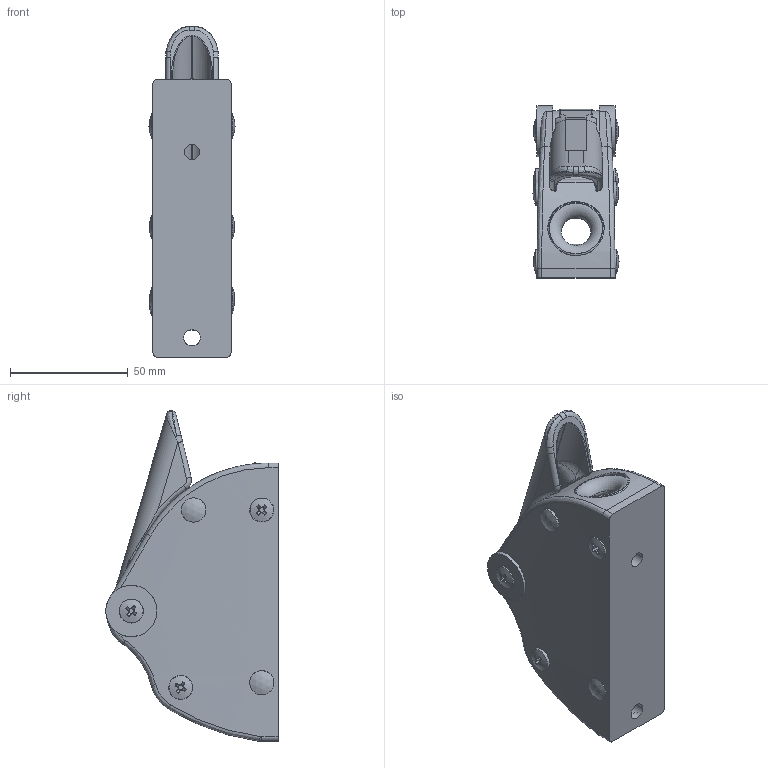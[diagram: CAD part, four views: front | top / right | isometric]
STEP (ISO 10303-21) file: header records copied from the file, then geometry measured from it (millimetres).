
FILE_DESCRIPTION(/* description */ (''),/* implementation_level */ '2;1');
FILE_NAME(/* name */ '513.110.stp',/* time_stamp */ '2023-05-17T14:57:47+02:00',/* author */ ('lucade'),/* organization */ (''),/* preprocessor_version */ 'ST-DEVELOPER v19.2',/* originating_system */ 'Autodesk Inventor 2023',/* authorisation */ '');
FILE_SCHEMA (('AUTOMOTIVE_DESIGN { 1 0 10303 214 3 1 1 }'));
Length unit declared in the file: millimetre
Products named in the file (1): 21021000
Bounding box: 36.6 x 73.4 x 140.83 mm (x, y, z)
Volume: 142031.1 mm3; surface area: 43346.2 mm2
Topology: 1 solids, 13 shells, 649 faces, 1652 edges, 1046 vertices
Faces by surface type: plane 185, cylinder 178, torus 145, bspline 85, cone 40, sphere 16
Full cylindrical faces by diameter (mm): 2.6 x2, 4.8 x2, 4.85 x2, 5.5 x2, 6.5 x1, 7 x1, 8 x4, 8.2 x2, 10 x5, 10.2 x6, 10.3 x4, 11.5 x2, 21.8 x2, 24 x1, 25 x2
Entity records: 24182 total; most frequent: CARTESIAN_POINT 9260, ORIENTED_EDGE 3292, DIRECTION 2954, EDGE_CURVE 1646, AXIS2_PLACEMENT_3D 1284, VERTEX_POINT 1046, EDGE_LOOP 692, CIRCLE 670
